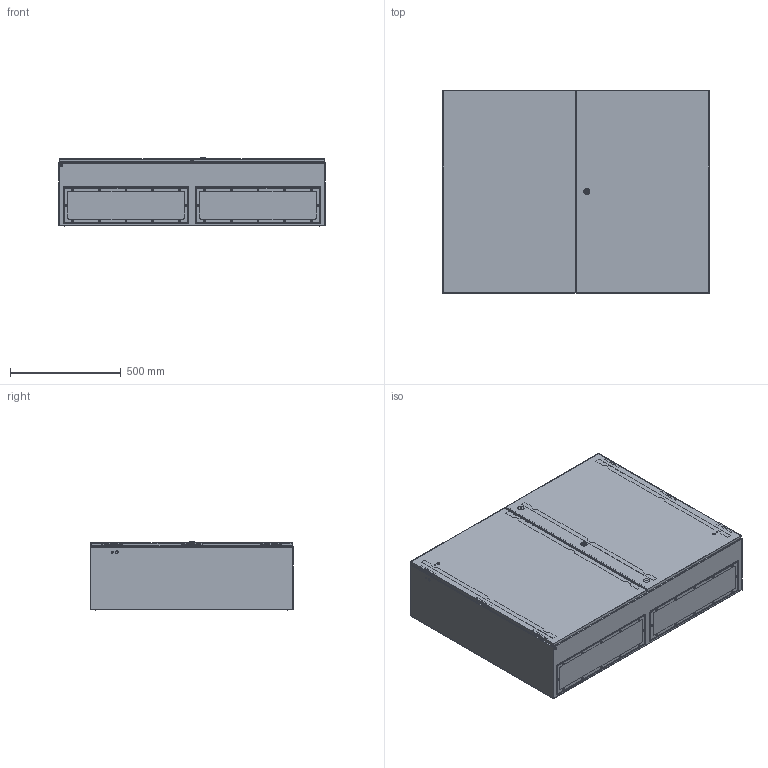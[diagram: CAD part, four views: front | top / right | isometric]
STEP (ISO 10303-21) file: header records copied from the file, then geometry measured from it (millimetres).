
FILE_DESCRIPTION (( 'STEP AP214' ), '1' );
FILE_NAME ('3331-1291-30-07.step', '2023-12-20T12:41:05', ( '' ), ( '' ), 'SwSTEP 2.0', 'SolidWorks 2019', '' );
FILE_SCHEMA (( 'AUTOMOTIVE_DESIGN' ));
Length unit declared in the file: millimetre
Products named in the file (7): Montageplattenbeipack_wg_1291; Tuer2_wg_3331-1291-05-97; Tuer_lp_wg_3331-1291-01-97; 3331-1291-30-07; Kabeleinfuehrungsplatte_wg_3080-7055-12-27; Korpus_wg_1291-30; Tuer_gg_wg_3331-1291-02-97
Assembly tree (7 placements, depth 3):
  3331-1291-30-07
    Korpus_wg_1291-30
    Tuer2_wg_3331-1291-05-97
      Tuer_gg_wg_3331-1291-02-97
      Tuer_lp_wg_3331-1291-01-97
    Kabeleinfuehrungsplatte_wg_3080-7055-12-27  x2
    Montageplattenbeipack_wg_1291
Bounding box: 1200 x 918.1 x 306.5 mm (x, y, z)
Volume: 6625518 mm3; surface area: 7727417.8 mm2
Topology: 53 solids, 53 shells, 3057 faces, 7815 edges, 5021 vertices
Faces by surface type: plane 1749, cylinder 956, cone 242, torus 60, sphere 34, bspline 16
Entity records: 99773 total; most frequent: CARTESIAN_POINT 23148, DIRECTION 13503, ORIENTED_EDGE 13230, EDGE_CURVE 6615, AXIS2_PLACEMENT_3D 4780, VERTEX_POINT 4277, LINE 3943, VECTOR 3943
